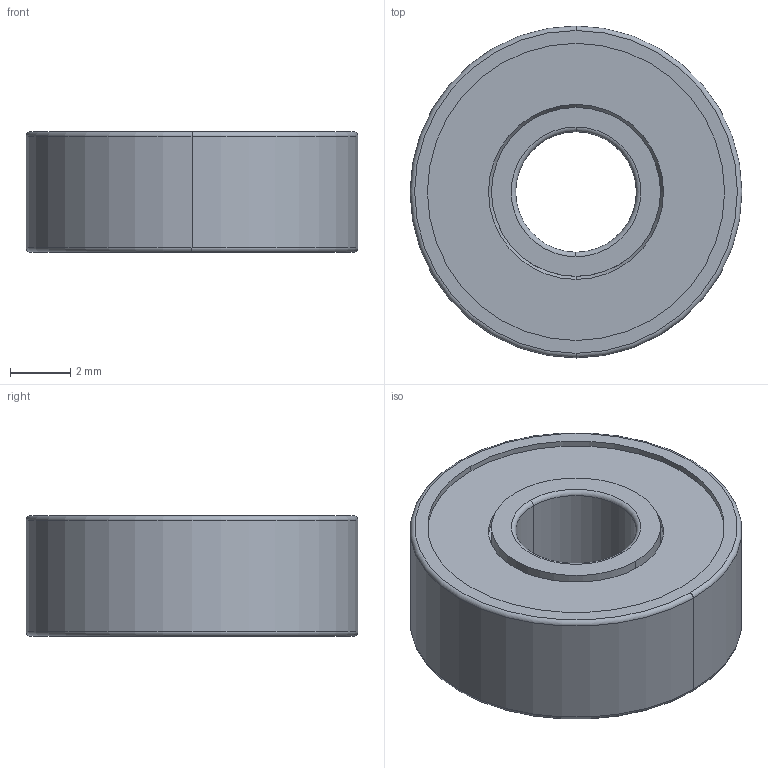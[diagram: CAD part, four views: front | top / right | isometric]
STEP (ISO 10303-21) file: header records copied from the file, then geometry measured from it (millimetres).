
FILE_DESCRIPTION((''),'2;1');
FILE_NAME('LG_RK_MIN_SBN_04X11X04_2Z','2021-11-17T17:40:11',('rein_je'),(''),'CREO PARAMETRIC BY PTC INC, 2019471','CREO PARAMETRIC BY PTC INC, 2019471','');
FILE_SCHEMA(('AUTOMOTIVE_DESIGN { 1 0 10303 214 1 1 1 1 }'));
Length unit declared in the file: millimetre
Products named in the file (1): LG_RK_MIN_SBN_04X11X04_2Z
Bounding box: 11 x 11 x 4 mm (x, y, z)
Volume: 243.5 mm3; surface area: 813.5 mm2
Topology: 3 solids, 3 shells, 44 faces, 105 edges, 70 vertices
Faces by surface type: cylinder 20, torus 16, plane 8
Entity records: 1767 total; most frequent: DIRECTION 275, CARTESIAN_POINT 211, ORIENTED_EDGE 184, AXIS2_PLACEMENT_3D 122, PRESENTATION_STYLE_ASSIGNMENT 113, STYLED_ITEM 109, CURVE_STYLE 106, EDGE_CURVE 92
